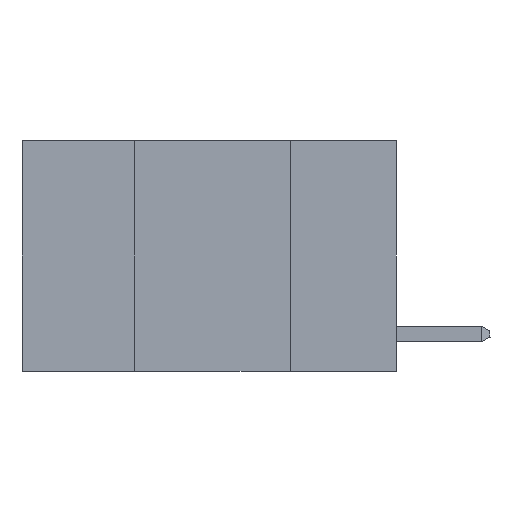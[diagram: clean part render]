
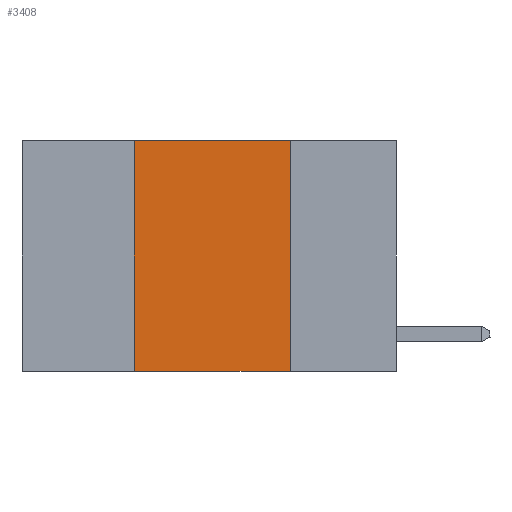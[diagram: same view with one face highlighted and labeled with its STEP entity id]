
A CAD part, left-side view. The second image highlights one B-rep face of the part: STEP entity #3408.
In plain terms, the highlighted planar face has unit normal (-1, 0, 0).
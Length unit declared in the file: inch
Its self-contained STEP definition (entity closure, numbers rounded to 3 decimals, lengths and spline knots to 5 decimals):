
#271 = CARTESIAN_POINT ( 'NONE',  ( 0., 0.42, -0.37 ) ) ;
#774 = EDGE_CURVE ( 'NONE', #5027, #7320, #5614, .T. ) ;
#1070 = LINE ( 'NONE', #9109, #8008 ) ;
#1261 = LINE ( 'NONE', #5607, #8814 ) ;
#1335 = VECTOR ( 'NONE', #7534, 39.37008 ) ;
#1467 = CARTESIAN_POINT ( 'NONE',  ( 0., 0.6, 0. ) ) ;
#1519 = AXIS2_PLACEMENT_3D ( 'NONE', #1922, #8302, #4323 ) ;
#1787 = DIRECTION ( 'NONE',  ( 0., -1., 0. ) ) ;
#1922 = CARTESIAN_POINT ( 'NONE',  ( 0., 0.6, 0. ) ) ;
#2256 = VECTOR ( 'NONE', #5947, 39.37008 ) ;
#2565 = EDGE_CURVE ( 'NONE', #6895, #7320, #1070, .T. ) ;
#3408 = ADVANCED_FACE ( 'NONE', ( #7815 ), #6986, .F. ) ;
#3563 = EDGE_CURVE ( 'NONE', #9061, #5027, #7918, .T. ) ;
#4161 = DIRECTION ( 'NONE',  ( 0., 0., 1. ) ) ;
#4323 = DIRECTION ( 'NONE',  ( 0., 0., -1. ) ) ;
#4618 = CARTESIAN_POINT ( 'NONE',  ( 0., 0.17, -0.37 ) ) ;
#5027 = VERTEX_POINT ( 'NONE', #8686 ) ;
#5450 = EDGE_CURVE ( 'NONE', #6895, #9061, #1261, .T. ) ;
#5607 = CARTESIAN_POINT ( 'NONE',  ( 0., 0.42, 0. ) ) ;
#5614 = LINE ( 'NONE', #7429, #1335 ) ;
#5947 = DIRECTION ( 'NONE',  ( 0., -1., 0. ) ) ;
#6304 = ORIENTED_EDGE ( 'NONE', *, *, #774, .F. ) ;
#6419 = CARTESIAN_POINT ( 'NONE',  ( 0., 0.42, 0. ) ) ;
#6895 = VERTEX_POINT ( 'NONE', #271 ) ;
#6986 = PLANE ( 'NONE',  #1519 ) ;
#7015 = ORIENTED_EDGE ( 'NONE', *, *, #2565, .T. ) ;
#7320 = VERTEX_POINT ( 'NONE', #4618 ) ;
#7354 = EDGE_LOOP ( 'NONE', ( #6304, #8774, #8437, #7015 ) ) ;
#7429 = CARTESIAN_POINT ( 'NONE',  ( 0., 0.17, 0. ) ) ;
#7534 = DIRECTION ( 'NONE',  ( 0., 0., -1. ) ) ;
#7815 = FACE_OUTER_BOUND ( 'NONE', #7354, .T. ) ;
#7918 = LINE ( 'NONE', #1467, #2256 ) ;
#8008 = VECTOR ( 'NONE', #1787, 39.37008 ) ;
#8302 = DIRECTION ( 'NONE',  ( 1., 0., 0. ) ) ;
#8437 = ORIENTED_EDGE ( 'NONE', *, *, #5450, .F. ) ;
#8686 = CARTESIAN_POINT ( 'NONE',  ( 0., 0.17, 0. ) ) ;
#8774 = ORIENTED_EDGE ( 'NONE', *, *, #3563, .F. ) ;
#8814 = VECTOR ( 'NONE', #4161, 39.37008 ) ;
#9061 = VERTEX_POINT ( 'NONE', #6419 ) ;
#9109 = CARTESIAN_POINT ( 'NONE',  ( 0., 0.6, -0.37 ) ) ;
